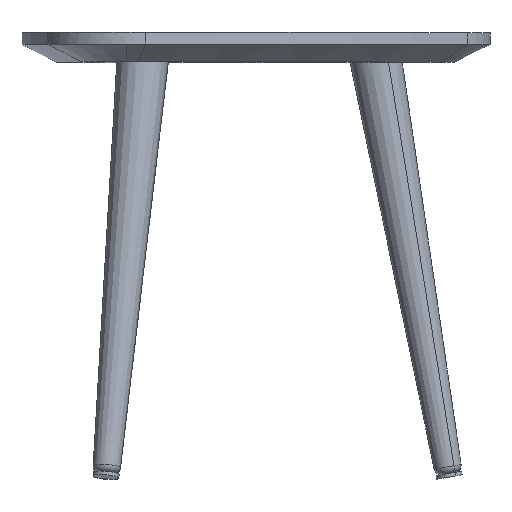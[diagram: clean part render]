
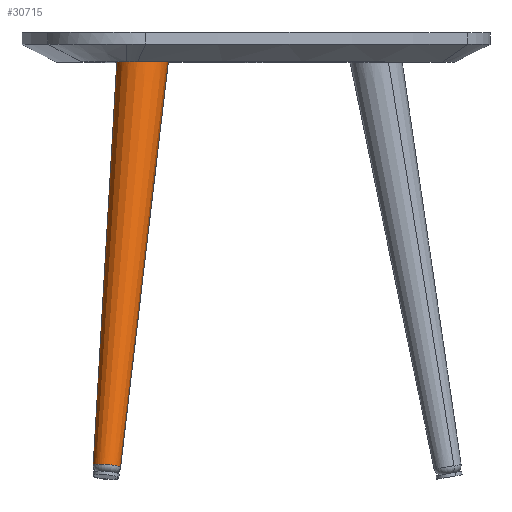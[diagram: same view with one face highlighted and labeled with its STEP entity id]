
A CAD part, top view. The second image highlights one B-rep face of the part: STEP entity #30715.
In plain terms, the highlighted conical face has half-angle 1.671 degrees and reference radius 11.5 mm.
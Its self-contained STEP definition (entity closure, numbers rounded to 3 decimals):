
#8195 = LINE ( 'NONE', #31451, #37948 ) ;
#9719 = VERTEX_POINT ( 'NONE', #32519 ) ;
#11475 = DIRECTION ( 'NONE',  ( -0.996, 0.081, -0.044 ) ) ;
#13683 = VERTEX_POINT ( 'NONE', #42663 ) ;
#17325 = CARTESIAN_POINT ( 'NONE',  ( -66.079, -8.593, 114.452 ) ) ;
#17864 = DIRECTION ( 'NONE',  ( 0.058, 0.987, -0.152 ) ) ;
#23007 = AXIS2_PLACEMENT_3D ( 'NONE', #17325, #54501, #44265 ) ;
#24942 = CARTESIAN_POINT ( 'NONE',  ( -85.885, -364.056, 169.096 ) ) ;
#26103 = AXIS2_PLACEMENT_3D ( 'NONE', #57414, #52882, #11475 ) ;
#26122 = VERTEX_POINT ( 'NONE', #48985 ) ;
#26987 = EDGE_CURVE ( 'NONE', #9719, #13683, #31674, .T. ) ;
#27889 = AXIS2_PLACEMENT_3D ( 'NONE', #30806, #35650, #30217 ) ;
#30217 = DIRECTION ( 'NONE',  ( 0.996, -0.081, 0.044 ) ) ;
#30715 = ADVANCED_FACE ( 'NONE', ( #53777 ), #37582, .T. ) ;
#30806 = CARTESIAN_POINT ( 'NONE',  ( -97.336, -363.124, 168.59 ) ) ;
#31140 = VECTOR ( 'NONE', #38868, 1000. ) ;
#31451 = CARTESIAN_POINT ( 'NONE',  ( -108.787, -362.191, 168.085 ) ) ;
#31674 = CIRCLE ( 'NONE', #23007, 22. ) ;
#32125 = ORIENTED_EDGE ( 'NONE', *, *, #51984, .T. ) ;
#32519 = CARTESIAN_POINT ( 'NONE',  ( -44.173, -10.377, 115.419 ) ) ;
#32947 = VERTEX_POINT ( 'NONE', #39786 ) ;
#35650 = DIRECTION ( 'NONE',  ( 0.087, 0.985, -0.15 ) ) ;
#35997 = ORIENTED_EDGE ( 'NONE', *, *, #39380, .T. ) ;
#37582 = CONICAL_SURFACE ( 'NONE', #27889, 11.5, 0.029 ) ;
#37948 = VECTOR ( 'NONE', #17864, 1000. ) ;
#38868 = DIRECTION ( 'NONE',  ( 0.116, 0.982, -0.149 ) ) ;
#39380 = EDGE_CURVE ( 'NONE', #32947, #26122, #55041, .T. ) ;
#39786 = CARTESIAN_POINT ( 'NONE',  ( -108.45, -356.441, 167.202 ) ) ;
#42663 = CARTESIAN_POINT ( 'NONE',  ( -87.985, -6.809, 113.486 ) ) ;
#44265 = DIRECTION ( 'NONE',  ( -0.996, 0.081, -0.044 ) ) ;
#48985 = CARTESIAN_POINT ( 'NONE',  ( -85.21, -358.333, 168.227 ) ) ;
#50933 = ORIENTED_EDGE ( 'NONE', *, *, #26987, .T. ) ;
#51972 = EDGE_LOOP ( 'NONE', ( #56667, #35997, #32125, #50933 ) ) ;
#51984 = EDGE_CURVE ( 'NONE', #26122, #9719, #55792, .T. ) ;
#52882 = DIRECTION ( 'NONE',  ( 0.087, 0.985, -0.15 ) ) ;
#53777 = FACE_OUTER_BOUND ( 'NONE', #51972, .T. ) ;
#53843 = EDGE_CURVE ( 'NONE', #32947, #13683, #8195, .T. ) ;
#54501 = DIRECTION ( 'NONE',  ( -0.087, -0.985, 0.15 ) ) ;
#55041 = CIRCLE ( 'NONE', #26103, 11.67 ) ;
#55792 = LINE ( 'NONE', #24942, #31140 ) ;
#56667 = ORIENTED_EDGE ( 'NONE', *, *, #53843, .F. ) ;
#57414 = CARTESIAN_POINT ( 'NONE',  ( -96.83, -357.387, 167.714 ) ) ;
